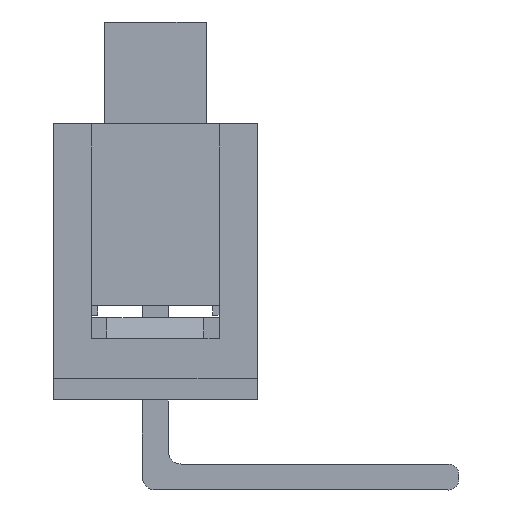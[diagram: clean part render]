
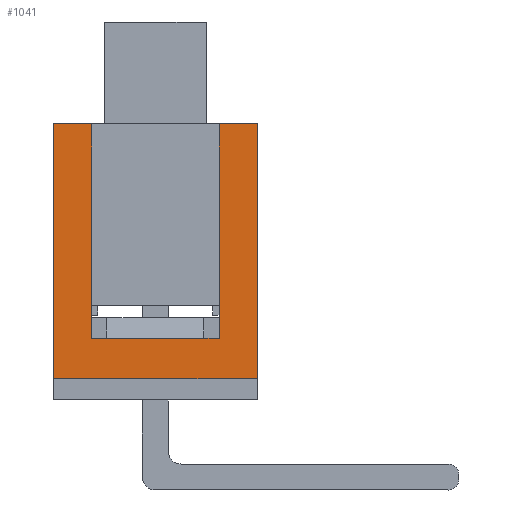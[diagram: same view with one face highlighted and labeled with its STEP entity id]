
A CAD part, left-side view. The second image highlights one B-rep face of the part: STEP entity #1041.
In plain terms, the highlighted planar face has unit normal (-1, 0, 0).
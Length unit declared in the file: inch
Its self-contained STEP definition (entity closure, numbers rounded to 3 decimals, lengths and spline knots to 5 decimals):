
#97 = VECTOR ( 'NONE', #962, 39.37008 ) ;
#237 = VERTEX_POINT ( 'NONE', #1140 ) ;
#396 = CARTESIAN_POINT ( 'NONE',  ( -0.22835, 0.04921, 0.0315 ) ) ;
#484 = CARTESIAN_POINT ( 'NONE',  ( -0.22835, 0.04921, 0.19685 ) ) ;
#574 = LINE ( 'NONE', #2252, #3642 ) ;
#627 = CARTESIAN_POINT ( 'NONE',  ( -0.22835, -0.07874, 0. ) ) ;
#667 = ORIENTED_EDGE ( 'NONE', *, *, #1770, .T. ) ;
#686 = VERTEX_POINT ( 'NONE', #484 ) ;
#893 = FACE_OUTER_BOUND ( 'NONE', #942, .T. ) ;
#942 = EDGE_LOOP ( 'NONE', ( #3411, #2433, #4321, #4694, #2266, #5159, #1104, #667 ) ) ;
#962 = DIRECTION ( 'NONE',  ( 0., 1., 0. ) ) ;
#1004 = CARTESIAN_POINT ( 'NONE',  ( -0.22835, -0.07874, 0. ) ) ;
#1041 = ADVANCED_FACE ( 'NONE', ( #893 ), #1161, .T. ) ;
#1061 = LINE ( 'NONE', #4068, #5158 ) ;
#1104 = ORIENTED_EDGE ( 'NONE', *, *, #3722, .T. ) ;
#1126 = EDGE_CURVE ( 'NONE', #3382, #5645, #4101, .T. ) ;
#1140 = CARTESIAN_POINT ( 'NONE',  ( -0.22835, 0.07874, 0.19685 ) ) ;
#1148 = CARTESIAN_POINT ( 'NONE',  ( -0.22835, 0.07874, 0. ) ) ;
#1161 = PLANE ( 'NONE',  #3405 ) ;
#1253 = DIRECTION ( 'NONE',  ( 0., 0., 1. ) ) ;
#1291 = CARTESIAN_POINT ( 'NONE',  ( -0.22835, -0.07874, 0. ) ) ;
#1460 = DIRECTION ( 'NONE',  ( 0., 1., 0. ) ) ;
#1519 = LINE ( 'NONE', #1291, #3566 ) ;
#1599 = DIRECTION ( 'NONE',  ( -1., 0., 0. ) ) ;
#1602 = VERTEX_POINT ( 'NONE', #3145 ) ;
#1714 = VECTOR ( 'NONE', #5368, 39.37008 ) ;
#1753 = EDGE_CURVE ( 'NONE', #686, #237, #4047, .T. ) ;
#1770 = EDGE_CURVE ( 'NONE', #4268, #4211, #574, .T. ) ;
#1837 = DIRECTION ( 'NONE',  ( 0., 1., 0. ) ) ;
#2048 = EDGE_CURVE ( 'NONE', #4211, #686, #4185, .T. ) ;
#2049 = DIRECTION ( 'NONE',  ( 0., 0., 1. ) ) ;
#2057 = EDGE_CURVE ( 'NONE', #5194, #3382, #1519, .T. ) ;
#2252 = CARTESIAN_POINT ( 'NONE',  ( -0.22835, -0.04921, 0.0315 ) ) ;
#2266 = ORIENTED_EDGE ( 'NONE', *, *, #2057, .F. ) ;
#2433 = ORIENTED_EDGE ( 'NONE', *, *, #1753, .T. ) ;
#2482 = CARTESIAN_POINT ( 'NONE',  ( -0.22835, -0.08661, -0.00984 ) ) ;
#2571 = EDGE_CURVE ( 'NONE', #5645, #237, #3986, .T. ) ;
#2659 = CARTESIAN_POINT ( 'NONE',  ( -0.22835, 0.04921, 0.19685 ) ) ;
#2694 = CARTESIAN_POINT ( 'NONE',  ( -0.22835, 0.04921, 0.0315 ) ) ;
#3020 = DIRECTION ( 'NONE',  ( 0., 0., -1. ) ) ;
#3145 = CARTESIAN_POINT ( 'NONE',  ( -0.22835, -0.04921, 0.19685 ) ) ;
#3161 = LINE ( 'NONE', #3449, #4256 ) ;
#3236 = VECTOR ( 'NONE', #3802, 39.37008 ) ;
#3382 = VERTEX_POINT ( 'NONE', #627 ) ;
#3405 = AXIS2_PLACEMENT_3D ( 'NONE', #2482, #1599, #2049 ) ;
#3411 = ORIENTED_EDGE ( 'NONE', *, *, #2048, .T. ) ;
#3449 = CARTESIAN_POINT ( 'NONE',  ( -0.22835, -0.04921, 0.19685 ) ) ;
#3566 = VECTOR ( 'NONE', #3020, 39.37008 ) ;
#3642 = VECTOR ( 'NONE', #1837, 39.37008 ) ;
#3722 = EDGE_CURVE ( 'NONE', #1602, #4268, #3161, .T. ) ;
#3802 = DIRECTION ( 'NONE',  ( 0., 0., 1. ) ) ;
#3822 = DIRECTION ( 'NONE',  ( 0., 0., -1. ) ) ;
#3938 = CARTESIAN_POINT ( 'NONE',  ( -0.22835, -0.04921, 0.0315 ) ) ;
#3986 = LINE ( 'NONE', #1148, #3236 ) ;
#4047 = LINE ( 'NONE', #2659, #97 ) ;
#4068 = CARTESIAN_POINT ( 'NONE',  ( -0.22835, 0.04921, 0.19685 ) ) ;
#4101 = LINE ( 'NONE', #1004, #1714 ) ;
#4185 = LINE ( 'NONE', #396, #4808 ) ;
#4211 = VERTEX_POINT ( 'NONE', #2694 ) ;
#4256 = VECTOR ( 'NONE', #3822, 39.37008 ) ;
#4268 = VERTEX_POINT ( 'NONE', #3938 ) ;
#4321 = ORIENTED_EDGE ( 'NONE', *, *, #2571, .F. ) ;
#4557 = CARTESIAN_POINT ( 'NONE',  ( -0.22835, -0.07874, 0.19685 ) ) ;
#4694 = ORIENTED_EDGE ( 'NONE', *, *, #1126, .F. ) ;
#4808 = VECTOR ( 'NONE', #1253, 39.37008 ) ;
#4852 = CARTESIAN_POINT ( 'NONE',  ( -0.22835, 0.07874, 0. ) ) ;
#5158 = VECTOR ( 'NONE', #1460, 39.37008 ) ;
#5159 = ORIENTED_EDGE ( 'NONE', *, *, #5229, .T. ) ;
#5194 = VERTEX_POINT ( 'NONE', #4557 ) ;
#5229 = EDGE_CURVE ( 'NONE', #5194, #1602, #1061, .T. ) ;
#5368 = DIRECTION ( 'NONE',  ( 0., 1., 0. ) ) ;
#5645 = VERTEX_POINT ( 'NONE', #4852 ) ;
